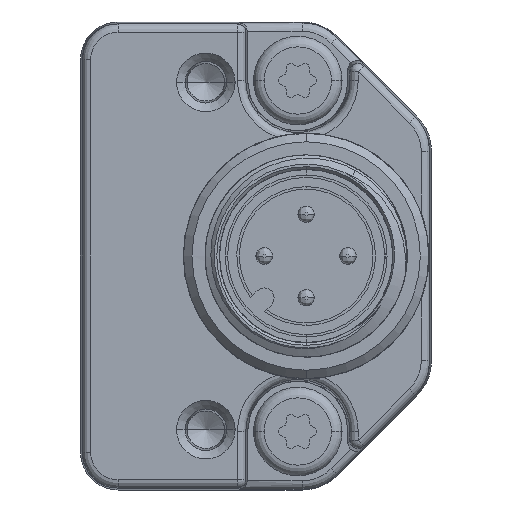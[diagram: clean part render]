
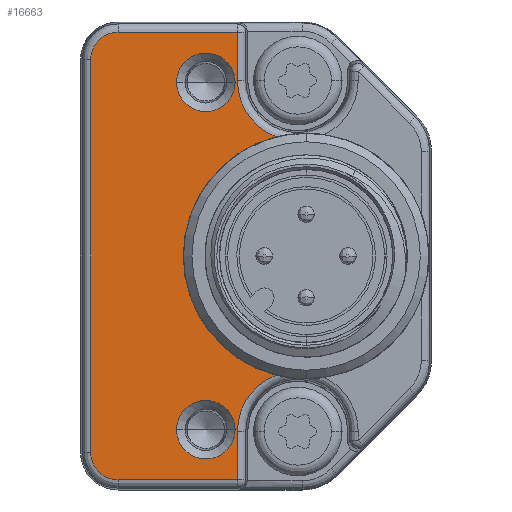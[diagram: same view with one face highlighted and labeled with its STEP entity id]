
A CAD part, left-side view. The second image highlights one B-rep face of the part: STEP entity #16663.
In plain terms, the highlighted planar face has unit normal (-1, 0, 0).
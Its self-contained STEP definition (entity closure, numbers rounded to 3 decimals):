
#1246=CARTESIAN_POINT('',(-13.,9.297,7.127));
#1269=CARTESIAN_POINT('',(-13.,8.,-10.5));
#1270=DIRECTION('',(1.,0.,0.));
#1271=DIRECTION('',(0.,1.,0.));
#1272=AXIS2_PLACEMENT_3D('',#1269,#1270,#1271);
#1274=DIRECTION('',(0.,0.,1.));
#1275=VECTOR('',#1274,2.891);
#1276=CARTESIAN_POINT('',(-13.,11.614,-13.391));
#1277=LINE('',#1276,#1275);
#1278=DIRECTION('',(0.,-1.,0.));
#1279=VECTOR('',#1278,7.136);
#1280=CARTESIAN_POINT('',(-13.,18.75,-13.391));
#1281=LINE('',#1280,#1279);
#1282=CARTESIAN_POINT('',(-13.,18.75,-11.75));
#1283=DIRECTION('',(-1.,0.,0.));
#1284=DIRECTION('',(0.,1.,0.));
#1285=AXIS2_PLACEMENT_3D('',#1282,#1283,#1284);
#1287=DIRECTION('',(0.,0.,-1.));
#1288=VECTOR('',#1287,23.5);
#1289=CARTESIAN_POINT('',(-13.,20.391,11.75));
#1290=LINE('',#1289,#1288);
#1291=CARTESIAN_POINT('',(-13.,18.75,11.75));
#1292=DIRECTION('',(-1.,0.,0.));
#1293=DIRECTION('',(0.,0.,1.));
#1294=AXIS2_PLACEMENT_3D('',#1291,#1292,#1293);
#1296=DIRECTION('',(0.,1.,0.));
#1297=VECTOR('',#1296,7.136);
#1298=CARTESIAN_POINT('',(-13.,11.614,13.391));
#1299=LINE('',#1298,#1297);
#1300=DIRECTION('',(0.,0.,1.));
#1301=VECTOR('',#1300,2.891);
#1302=CARTESIAN_POINT('',(-13.,11.614,10.5));
#1303=LINE('',#1302,#1301);
#1304=CARTESIAN_POINT('',(-13.,8.,10.5));
#1305=DIRECTION('',(1.,0.,0.));
#1306=DIRECTION('',(0.,0.359,-0.933));
#1307=AXIS2_PLACEMENT_3D('',#1304,#1305,#1306);
#1309=CARTESIAN_POINT('',(-13.,7.5,0.));
#1310=DIRECTION('',(-1.,0.,0.));
#1311=DIRECTION('',(0.,0.244,0.97));
#1312=AXIS2_PLACEMENT_3D('',#1309,#1310,#1311);
#1314=CARTESIAN_POINT('',(-13.,13.5,-10.392));
#1315=DIRECTION('',(1.,0.,0.));
#1316=DIRECTION('',(0.,1.,0.));
#1317=AXIS2_PLACEMENT_3D('',#1314,#1315,#1316);
#1319=CARTESIAN_POINT('',(-13.,13.5,-10.392));
#1320=DIRECTION('',(1.,0.,0.));
#1321=DIRECTION('',(0.,-1.,0.));
#1322=AXIS2_PLACEMENT_3D('',#1319,#1320,#1321);
#1324=CARTESIAN_POINT('',(-13.,13.5,10.392));
#1325=DIRECTION('',(1.,0.,0.));
#1326=DIRECTION('',(0.,1.,0.));
#1327=AXIS2_PLACEMENT_3D('',#1324,#1325,#1326);
#1329=CARTESIAN_POINT('',(-13.,13.5,10.392));
#1330=DIRECTION('',(1.,0.,0.));
#1331=DIRECTION('',(0.,-1.,0.));
#1332=AXIS2_PLACEMENT_3D('',#1329,#1330,#1331);
#1334=CARTESIAN_POINT('',(-13.,9.297,-7.127));
#14099=VERTEX_POINT('',#1334);
#14100=VERTEX_POINT('',#1246);
#14133=CARTESIAN_POINT('',(-13.,20.391,-11.75));
#14134=CARTESIAN_POINT('',(-13.,18.75,-13.391));
#14135=VERTEX_POINT('',#14133);
#14136=VERTEX_POINT('',#14134);
#14141=CARTESIAN_POINT('',(-13.,20.391,11.75));
#14142=VERTEX_POINT('',#14141);
#14145=CARTESIAN_POINT('',(-13.,18.75,13.391));
#14146=VERTEX_POINT('',#14145);
#14183=CARTESIAN_POINT('',(-13.,11.614,-10.5));
#14184=VERTEX_POINT('',#14183);
#14185=CARTESIAN_POINT('',(-13.,11.614,-13.391));
#14186=VERTEX_POINT('',#14185);
#14203=CARTESIAN_POINT('',(-13.,11.614,10.5));
#14204=VERTEX_POINT('',#14203);
#14205=CARTESIAN_POINT('',(-13.,11.614,13.391));
#14206=VERTEX_POINT('',#14205);
#14265=CARTESIAN_POINT('',(-13.,15.25,-10.392));
#14266=CARTESIAN_POINT('',(-13.,11.75,-10.392));
#14267=VERTEX_POINT('',#14265);
#14268=VERTEX_POINT('',#14266);
#14269=CARTESIAN_POINT('',(-13.,15.25,10.392));
#14270=CARTESIAN_POINT('',(-13.,11.75,10.392));
#14271=VERTEX_POINT('',#14269);
#14272=VERTEX_POINT('',#14270);
#16626=CARTESIAN_POINT('',(-13.,0.,0.));
#16627=DIRECTION('',(-1.,0.,0.));
#16628=DIRECTION('',(0.,0.,1.));
#16629=AXIS2_PLACEMENT_3D('',#16626,#16627,#16628);
#16630=PLANE('',#16629);
#16632=ORIENTED_EDGE('',*,*,#16631,.F.);
#16634=ORIENTED_EDGE('',*,*,#16633,.F.);
#16636=ORIENTED_EDGE('',*,*,#16635,.F.);
#16638=ORIENTED_EDGE('',*,*,#16637,.F.);
#16640=ORIENTED_EDGE('',*,*,#16639,.F.);
#16642=ORIENTED_EDGE('',*,*,#16641,.F.);
#16644=ORIENTED_EDGE('',*,*,#16643,.F.);
#16645=ORIENTED_EDGE('',*,*,#16617,.F.);
#16646=ORIENTED_EDGE('',*,*,#16575,.F.);
#16648=ORIENTED_EDGE('',*,*,#16647,.T.);
#16649=EDGE_LOOP('',(#16632,#16634,#16636,#16638,#16640,#16642,#16644,#16645,
#16646,#16648));
#16650=FACE_OUTER_BOUND('',#16649,.F.);
#16652=ORIENTED_EDGE('',*,*,#16651,.F.);
#16654=ORIENTED_EDGE('',*,*,#16653,.F.);
#16655=EDGE_LOOP('',(#16652,#16654));
#16656=FACE_BOUND('',#16655,.F.);
#16658=ORIENTED_EDGE('',*,*,#16657,.F.);
#16660=ORIENTED_EDGE('',*,*,#16659,.F.);
#16661=EDGE_LOOP('',(#16658,#16660));
#16662=FACE_BOUND('',#16661,.F.);
#16663=ADVANCED_FACE('',(#16650,#16656,#16662),#16630,.T.);
#1273=CIRCLE('',#1272,3.614);
#1286=CIRCLE('',#1285,1.641);
#1295=CIRCLE('',#1294,1.641);
#1308=CIRCLE('',#1307,3.614);
#1313=CIRCLE('',#1312,7.35);
#1318=CIRCLE('',#1317,1.75);
#1323=CIRCLE('',#1322,1.75);
#1328=CIRCLE('',#1327,1.75);
#1333=CIRCLE('',#1332,1.75);
#16575=EDGE_CURVE('',#14100,#14204,#1308,.T.);
#16617=EDGE_CURVE('',#14204,#14206,#1303,.T.);
#16631=EDGE_CURVE('',#14184,#14099,#1273,.T.);
#16633=EDGE_CURVE('',#14186,#14184,#1277,.T.);
#16635=EDGE_CURVE('',#14136,#14186,#1281,.T.);
#16637=EDGE_CURVE('',#14135,#14136,#1286,.T.);
#16639=EDGE_CURVE('',#14142,#14135,#1290,.T.);
#16641=EDGE_CURVE('',#14146,#14142,#1295,.T.);
#16643=EDGE_CURVE('',#14206,#14146,#1299,.T.);
#16647=EDGE_CURVE('',#14100,#14099,#1313,.T.);
#16651=EDGE_CURVE('',#14267,#14268,#1318,.T.);
#16653=EDGE_CURVE('',#14268,#14267,#1323,.T.);
#16657=EDGE_CURVE('',#14271,#14272,#1328,.T.);
#16659=EDGE_CURVE('',#14272,#14271,#1333,.T.);
